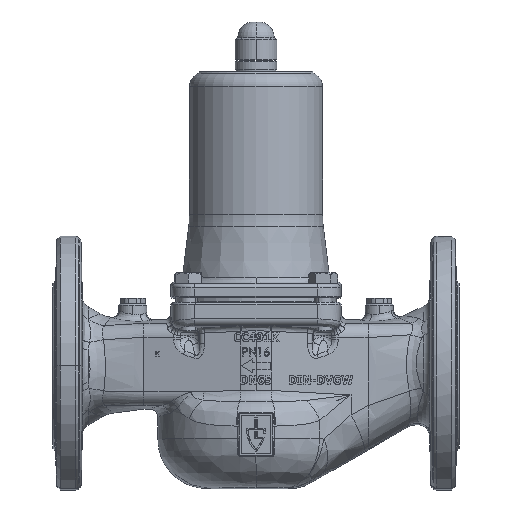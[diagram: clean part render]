
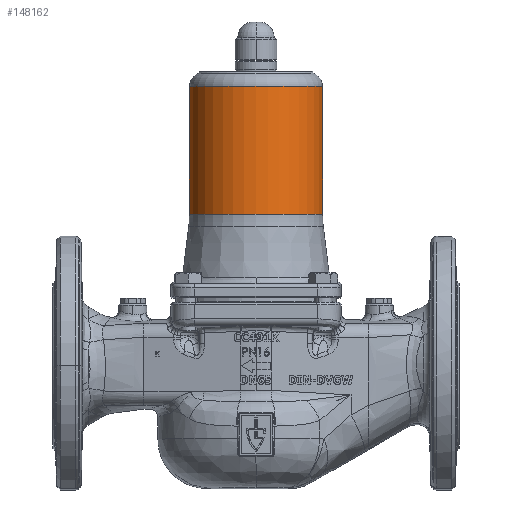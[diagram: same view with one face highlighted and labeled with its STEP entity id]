
A CAD part, top view. The second image highlights one B-rep face of the part: STEP entity #148162.
In plain terms, the highlighted cylindrical face has radius 47.5 mm (diameter 95 mm), a partial arc.
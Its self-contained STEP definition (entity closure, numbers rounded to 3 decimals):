
#25006 = ORIENTED_EDGE ( 'NONE', *, *, #178999, .F. ) ;
#25026 = ORIENTED_EDGE ( 'NONE', *, *, #178997, .T. ) ;
#25030 = ORIENTED_EDGE ( 'NONE', *, *, #178984, .F. ) ;
#25267 = ORIENTED_EDGE ( 'NONE', *, *, #178994, .T. ) ;
#50878 = AXIS2_PLACEMENT_3D ( 'NONE', #64578, #64588, #64589 ) ;
#64564 = FACE_OUTER_BOUND ( 'NONE', #183523, .T. ) ;
#64577 = CYLINDRICAL_SURFACE ( 'NONE', #50878, 47.5 ) ;
#64578 = CARTESIAN_POINT ( 'NONE',  ( 0., 284.157, 0. ) ) ;
#64588 = DIRECTION ( 'NONE',  ( 0., 1., 0. ) ) ;
#64589 = DIRECTION ( 'NONE',  ( -1., 0., 0. ) ) ;
#123601 = CIRCLE ( 'NONE', #123615, 47.5 ) ;
#123613 = VECTOR ( 'NONE', #152330, 1000. ) ;
#123615 = AXIS2_PLACEMENT_3D ( 'NONE', #152289, #152291, #152293 ) ;
#123624 = CIRCLE ( 'NONE', #123630, 47.5 ) ;
#123630 = AXIS2_PLACEMENT_3D ( 'NONE', #152323, #152325, #152327 ) ;
#123631 = VECTOR ( 'NONE', #152337, 1000. ) ;
#133408 = CARTESIAN_POINT ( 'NONE',  ( 47.5, 259.127, 0. ) ) ;
#134079 = CARTESIAN_POINT ( 'NONE',  ( 47.5, 168.022, 0. ) ) ;
#134802 = CARTESIAN_POINT ( 'NONE',  ( -47.5, 168.022, 0. ) ) ;
#140862 = CARTESIAN_POINT ( 'NONE',  ( -47.5, 259.127, 0. ) ) ;
#148162 = ADVANCED_FACE ( 'NONE', ( #64564 ), #64577, .T. ) ;
#152289 = CARTESIAN_POINT ( 'NONE',  ( 0., 259.127, 0. ) ) ;
#152291 = DIRECTION ( 'NONE',  ( 0., 1., 0. ) ) ;
#152293 = DIRECTION ( 'NONE',  ( -1., 0., 0. ) ) ;
#152311 = CARTESIAN_POINT ( 'NONE',  ( 47.5, 284.157, 0. ) ) ;
#152321 = LINE ( 'NONE', #152311, #123613 ) ;
#152323 = CARTESIAN_POINT ( 'NONE',  ( 0., 168.022, 0. ) ) ;
#152325 = DIRECTION ( 'NONE',  ( 0., 1., 0. ) ) ;
#152327 = DIRECTION ( 'NONE',  ( -1., 0., 0. ) ) ;
#152330 = DIRECTION ( 'NONE',  ( 0., 1., 0. ) ) ;
#152332 = LINE ( 'NONE', #152335, #123631 ) ;
#152335 = CARTESIAN_POINT ( 'NONE',  ( -47.5, 284.157, 0. ) ) ;
#152337 = DIRECTION ( 'NONE',  ( 0., 1., 0. ) ) ;
#153952 = VERTEX_POINT ( 'NONE', #133408 ) ;
#154182 = VERTEX_POINT ( 'NONE', #134079 ) ;
#154431 = VERTEX_POINT ( 'NONE', #134802 ) ;
#155372 = VERTEX_POINT ( 'NONE', #140862 ) ;
#178984 = EDGE_CURVE ( 'NONE', #155372, #153952, #123601, .T. ) ;
#178994 = EDGE_CURVE ( 'NONE', #154431, #154182, #123624, .T. ) ;
#178997 = EDGE_CURVE ( 'NONE', #154182, #153952, #152321, .T. ) ;
#178999 = EDGE_CURVE ( 'NONE', #154431, #155372, #152332, .T. ) ;
#183523 = EDGE_LOOP ( 'NONE', ( #25267, #25026, #25030, #25006 ) ) ;
